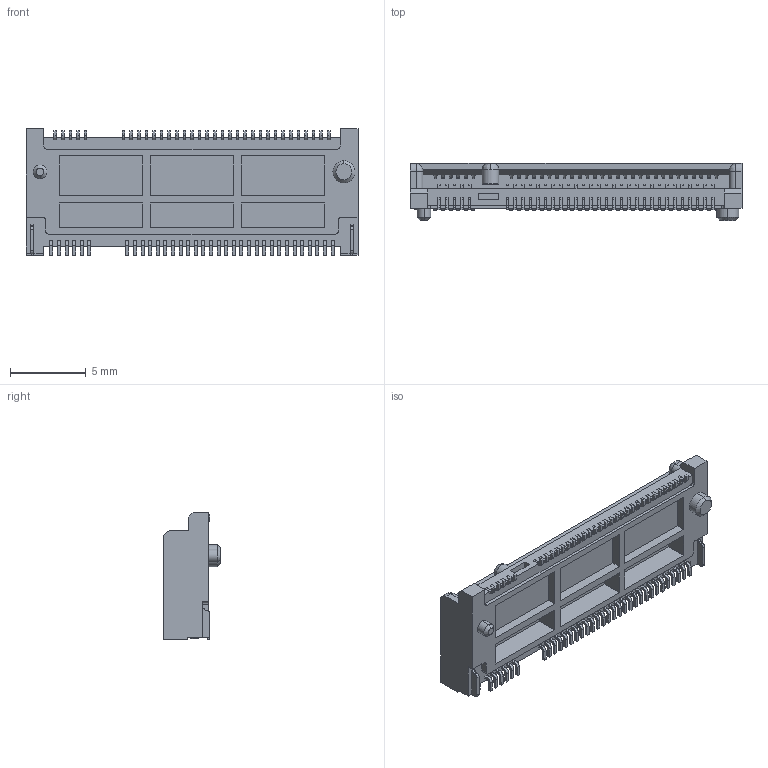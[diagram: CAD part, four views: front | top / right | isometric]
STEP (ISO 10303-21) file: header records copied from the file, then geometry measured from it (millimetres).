
FILE_DESCRIPTION((''),'2;1');
FILE_NAME('10130618_BKEY_PRODUCT_REV04','2024-07-31T',('songping'),(''),'PRO/ENGINEER BY PARAMETRIC TECHNOLOGY CORPORATION, 2015240','PRO/ENGINEER BY PARAMETRIC TECHNOLOGY CORPORATION, 2015240','');
FILE_SCHEMA(('CONFIG_CONTROL_DESIGN'));
Products named in the file (1): 10130618_BKEY_PRODUCT_REV04
Bounding box: 21.85 x 3.75 x 8.35 mm (x, y, z)
Surface area: 821.9 mm2 (no closed solid volume)
Topology: 0 solids, 1 shells, 3194 faces, 8012 edges, 4726 vertices
Faces by surface type: plane 2333, cylinder 708, bspline 140, extrusion 9, cone 4
Entity records: 95744 total; most frequent: CARTESIAN_POINT 21794, ORIENTED_EDGE 15470, DIRECTION 14471, EDGE_CURVE 7942, VECTOR 5949, LINE 5940, VERTEX_POINT 4726, AXIS2_PLACEMENT_3D 4261
